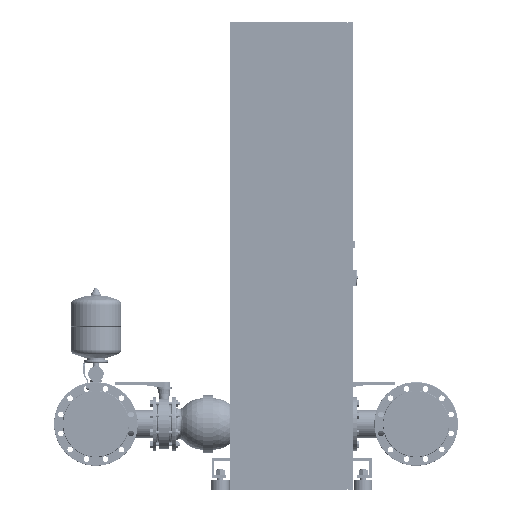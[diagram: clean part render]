
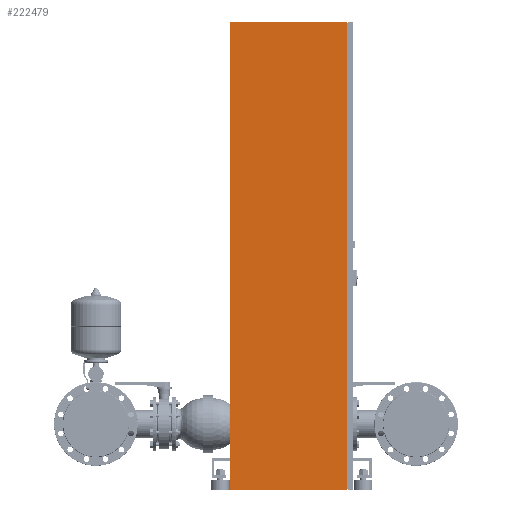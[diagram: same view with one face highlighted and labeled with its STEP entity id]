
A CAD part, left-side view. The second image highlights one B-rep face of the part: STEP entity #222479.
In plain terms, the highlighted planar face has unit normal (-1, 0, 0).
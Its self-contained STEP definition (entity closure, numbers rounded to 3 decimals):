
#222440=CARTESIAN_POINT('',(-750.0,250.0,0.0));
#222441=DIRECTION('',(-1.0,0.0,0.0));
#222442=DIRECTION('',(0.0,-1.0,0.0));
#222443=AXIS2_PLACEMENT_3D('',#222440,#222441,#222442);
#222444=PLANE('',#222443);
#222445=CARTESIAN_POINT('',(-750.0,-225.0,0.));
#222446=VERTEX_POINT('',#222445);
#222447=CARTESIAN_POINT('',(-750.,-225.,1900.0));
#222448=VERTEX_POINT('',#222447);
#222449=CARTESIAN_POINT('',(-750.0,-225.0,0.));
#222450=DIRECTION('',(0.0,0.0,1.0));
#222451=VECTOR('',#222450,1900.0);
#222452=LINE('',#222449,#222451);
#222453=EDGE_CURVE('',#222446,#222448,#222452,.T.);
#222454=ORIENTED_EDGE('',*,*,#222453,.T.);
#222455=CARTESIAN_POINT('',(-750.,250.,1900.0));
#222456=VERTEX_POINT('',#222455);
#222457=CARTESIAN_POINT('',(-750.,250.,1900.0));
#222458=DIRECTION('',(0.0,-1.0,0.0));
#222459=VECTOR('',#222458,475.0);
#222460=LINE('',#222457,#222459);
#222461=EDGE_CURVE('',#222456,#222448,#222460,.T.);
#222462=ORIENTED_EDGE('',*,*,#222461,.F.);
#222463=CARTESIAN_POINT('',(-750.0,250.0,0.0));
#222464=VERTEX_POINT('',#222463);
#222465=CARTESIAN_POINT('',(-750.,250.,1900.0));
#222466=DIRECTION('',(0.0,0.0,-1.0));
#222467=VECTOR('',#222466,1900.0);
#222468=LINE('',#222465,#222467);
#222469=EDGE_CURVE('',#222456,#222464,#222468,.T.);
#222470=ORIENTED_EDGE('',*,*,#222469,.T.);
#222471=CARTESIAN_POINT('',(-750.0,250.0,0.0));
#222472=DIRECTION('',(0.0,-1.0,0.0));
#222473=VECTOR('',#222472,475.0);
#222474=LINE('',#222471,#222473);
#222475=EDGE_CURVE('',#222464,#222446,#222474,.T.);
#222476=ORIENTED_EDGE('',*,*,#222475,.T.);
#222477=EDGE_LOOP('',(#222454,#222462,#222470,#222476));
#222478=FACE_OUTER_BOUND('',#222477,.T.);
#222479=ADVANCED_FACE('',(#222478),#222444,.T.);
